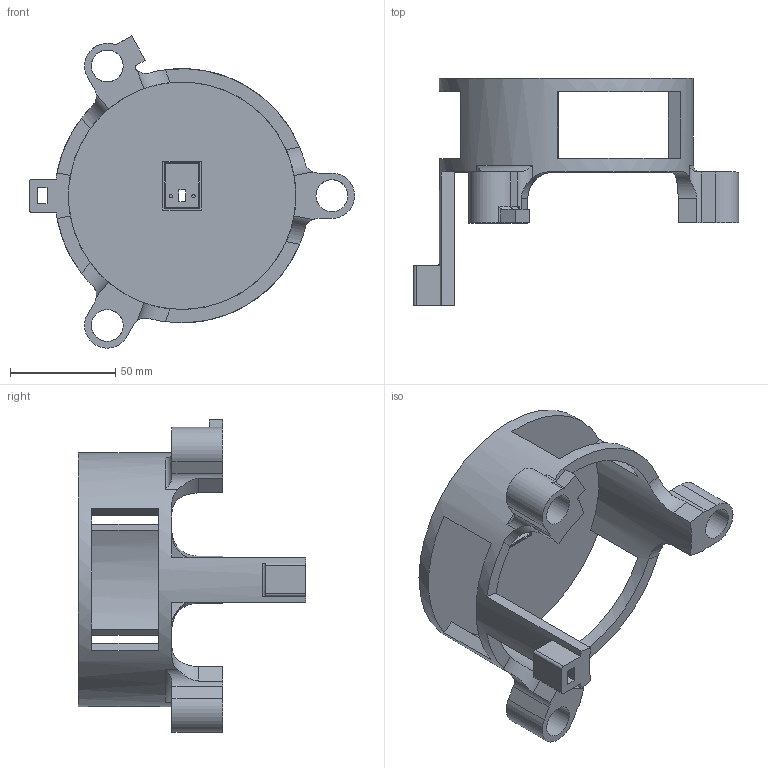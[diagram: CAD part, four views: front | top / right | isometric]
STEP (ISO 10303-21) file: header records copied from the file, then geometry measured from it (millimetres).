
FILE_DESCRIPTION(/* description */ (''),/* implementation_level */ '2;1');
FILE_NAME(/* name */ 'CarriageV1.stp',/* time_stamp */ '2025-05-07T22:30:02-05:00',/* author */ ('dpseu'),/* organization */ (''),/* preprocessor_version */ 'ST-DEVELOPER v20',/* originating_system */ 'Autodesk Inventor 2025',/* authorisation */ '');
FILE_SCHEMA (('AUTOMOTIVE_DESIGN { 1 0 10303 214 3 1 1 }'));
Length unit declared in the file: inch
Products named in the file (1): Carriage V1
Bounding box: 154.34 x 107.95 x 148.17 mm (x, y, z)
Volume: 156866.3 mm3; surface area: 60282.2 mm2
Topology: 1 solids, 1 shells, 108 faces, 313 edges, 206 vertices
Faces by surface type: plane 69, cylinder 27, torus 9, bspline 3
Full cylindrical faces by diameter (mm): 1.587 x2, 15.164 x3, 107.95 x1, 120.65 x1
Entity records: 3917 total; most frequent: CARTESIAN_POINT 980, ORIENTED_EDGE 626, DIRECTION 584, EDGE_CURVE 313, VERTEX_POINT 206, AXIS2_PLACEMENT_3D 200, LINE 184, VECTOR 184
